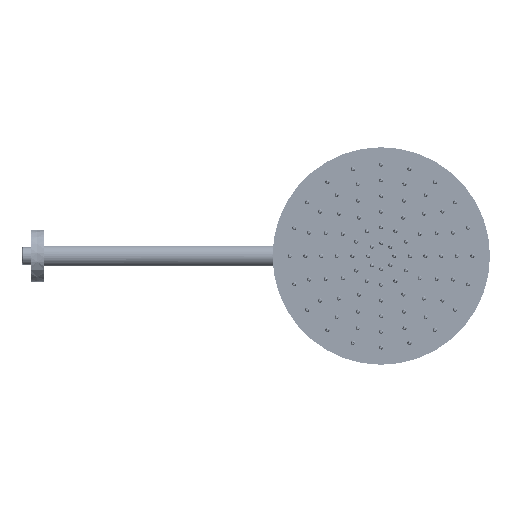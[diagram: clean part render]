
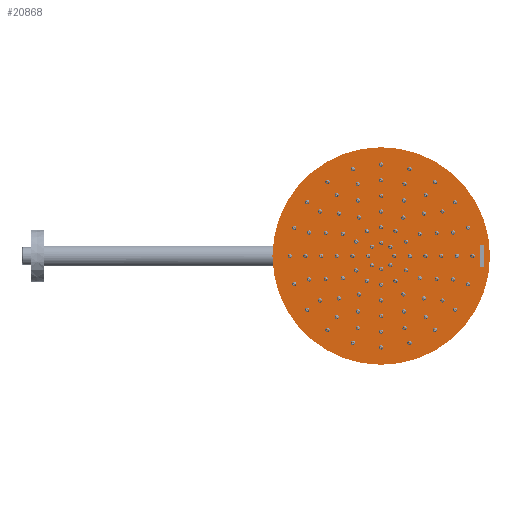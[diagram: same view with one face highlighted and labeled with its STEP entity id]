
A CAD part, front view. The second image highlights one B-rep face of the part: STEP entity #20868.
In plain terms, the highlighted planar face has unit normal (0, -1, 0).
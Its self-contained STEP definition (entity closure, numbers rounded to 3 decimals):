
#2424 = CARTESIAN_POINT ( 'NONE',  ( 530.75, -67.924, 0. ) ) ;
#3110 = DIRECTION ( 'NONE',  ( 1., 0., 0. ) ) ;
#4341 = CARTESIAN_POINT ( 'NONE',  ( 412.75, -67.924, 0. ) ) ;
#9111 = EDGE_LOOP ( 'NONE', ( #69255, #120273 ) ) ;
#12799 = LINE ( 'NONE', #50830, #58940 ) ;
#12896 = CARTESIAN_POINT ( 'NONE',  ( 412.75, -67.924, 12.5 ) ) ;
#15052 = CIRCLE ( 'NONE', #66895, 125. ) ;
#15078 = DIRECTION ( 'NONE',  ( 0., 1., 0. ) ) ;
#15610 = EDGE_CURVE ( 'NONE', #20955, #67777, #12799, .T. ) ;
#17547 = PLANE ( 'NONE',  #86998 ) ;
#20868 = ADVANCED_FACE ( 'NONE', ( #100551, #103023 ), #17547, .F. ) ;
#20955 = VERTEX_POINT ( 'NONE', #67402 ) ;
#29157 = VERTEX_POINT ( 'NONE', #32176 ) ;
#30147 = DIRECTION ( 'NONE',  ( 0., 0., -1. ) ) ;
#30273 = DIRECTION ( 'NONE',  ( 1., 0., 0. ) ) ;
#30281 = AXIS2_PLACEMENT_3D ( 'NONE', #73875, #101983, #45186 ) ;
#30721 = ORIENTED_EDGE ( 'NONE', *, *, #82791, .F. ) ;
#30728 = EDGE_CURVE ( 'NONE', #74395, #107332, #116010, .T. ) ;
#31164 = DIRECTION ( 'NONE',  ( 0., -1., 0. ) ) ;
#32176 = CARTESIAN_POINT ( 'NONE',  ( 530.75, -67.924, 12.5 ) ) ;
#36234 = CARTESIAN_POINT ( 'NONE',  ( 412.75, -67.924, 0. ) ) ;
#38640 = LINE ( 'NONE', #2424, #47556 ) ;
#40968 = LINE ( 'NONE', #12896, #82276 ) ;
#44068 = EDGE_LOOP ( 'NONE', ( #84102, #106682, #30721, #91448 ) ) ;
#45186 = DIRECTION ( 'NONE',  ( 1., 0., 0. ) ) ;
#47556 = VECTOR ( 'NONE', #57972, 1000. ) ;
#50830 = CARTESIAN_POINT ( 'NONE',  ( 412.75, -67.924, -12.5 ) ) ;
#51784 = CARTESIAN_POINT ( 'NONE',  ( 530.75, -67.924, -12.5 ) ) ;
#52311 = CARTESIAN_POINT ( 'NONE',  ( 287.75, -67.924, 0. ) ) ;
#53080 = VERTEX_POINT ( 'NONE', #76384 ) ;
#53733 = EDGE_CURVE ( 'NONE', #67777, #29157, #38640, .T. ) ;
#57972 = DIRECTION ( 'NONE',  ( 0., 0., 1. ) ) ;
#58940 = VECTOR ( 'NONE', #30273, 1000. ) ;
#66895 = AXIS2_PLACEMENT_3D ( 'NONE', #4341, #31164, #3110 ) ;
#67402 = CARTESIAN_POINT ( 'NONE',  ( 525.962, -67.924, -12.5 ) ) ;
#67777 = VERTEX_POINT ( 'NONE', #51784 ) ;
#69255 = ORIENTED_EDGE ( 'NONE', *, *, #30728, .T. ) ;
#73875 = CARTESIAN_POINT ( 'NONE',  ( 412.75, -67.924, 0. ) ) ;
#74395 = VERTEX_POINT ( 'NONE', #91259 ) ;
#76384 = CARTESIAN_POINT ( 'NONE',  ( 525.962, -67.924, 12.5 ) ) ;
#77731 = VECTOR ( 'NONE', #30147, 1000. ) ;
#82276 = VECTOR ( 'NONE', #98996, 1000. ) ;
#82791 = EDGE_CURVE ( 'NONE', #29157, #53080, #40968, .T. ) ;
#84102 = ORIENTED_EDGE ( 'NONE', *, *, #15610, .F. ) ;
#86978 = LINE ( 'NONE', #106901, #77731 ) ;
#86998 = AXIS2_PLACEMENT_3D ( 'NONE', #36234, #15078, #101789 ) ;
#91259 = CARTESIAN_POINT ( 'NONE',  ( 537.75, -67.924, 0. ) ) ;
#91448 = ORIENTED_EDGE ( 'NONE', *, *, #53733, .F. ) ;
#98996 = DIRECTION ( 'NONE',  ( -1., 0., 0. ) ) ;
#100551 = FACE_OUTER_BOUND ( 'NONE', #9111, .T. ) ;
#101789 = DIRECTION ( 'NONE',  ( -1., 0., 0. ) ) ;
#101983 = DIRECTION ( 'NONE',  ( 0., -1., 0. ) ) ;
#103023 = FACE_BOUND ( 'NONE', #44068, .T. ) ;
#106682 = ORIENTED_EDGE ( 'NONE', *, *, #112115, .F. ) ;
#106901 = CARTESIAN_POINT ( 'NONE',  ( 525.962, -67.924, 0. ) ) ;
#107332 = VERTEX_POINT ( 'NONE', #52311 ) ;
#112115 = EDGE_CURVE ( 'NONE', #53080, #20955, #86978, .T. ) ;
#116010 = CIRCLE ( 'NONE', #30281, 125. ) ;
#120273 = ORIENTED_EDGE ( 'NONE', *, *, #122186, .T. ) ;
#122186 = EDGE_CURVE ( 'NONE', #107332, #74395, #15052, .T. ) ;
